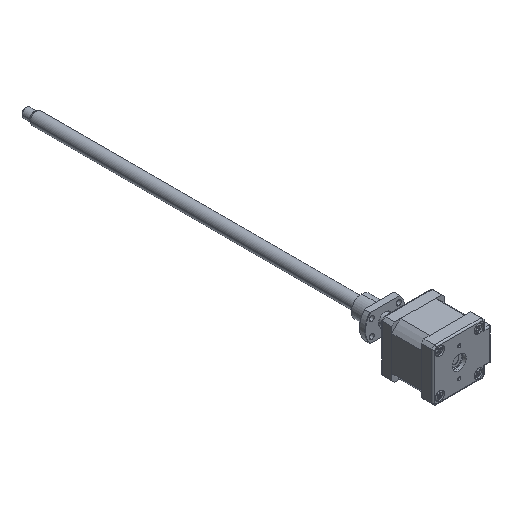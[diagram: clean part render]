
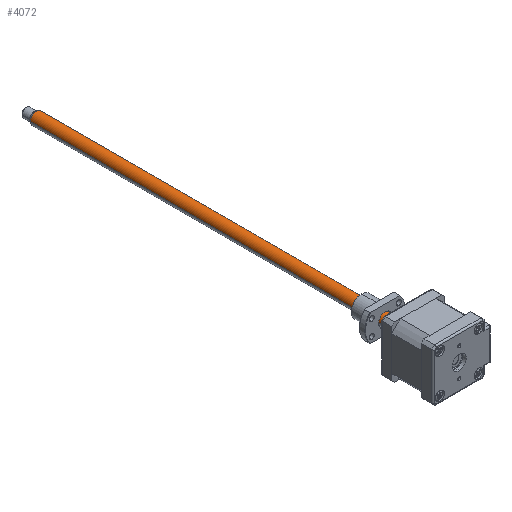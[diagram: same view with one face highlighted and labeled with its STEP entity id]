
A CAD part, isometric view. The second image highlights one B-rep face of the part: STEP entity #4072.
In plain terms, the highlighted cylindrical face has radius 4 mm (diameter 8 mm), a partial arc.
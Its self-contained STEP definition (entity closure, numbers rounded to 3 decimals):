
#227 = DIRECTION ( 'NONE',  ( 0., -1., 0. ) ) ;
#651 = DIRECTION ( 'NONE',  ( -1., 0., 0. ) ) ;
#1163 = ORIENTED_EDGE ( 'NONE', *, *, #2833, .T. ) ;
#1738 = VECTOR ( 'NONE', #3323, 1000. ) ;
#1748 = CARTESIAN_POINT ( 'NONE',  ( -8.709, 264.993, 16.638 ) ) ;
#1993 = DIRECTION ( 'NONE',  ( 0., -1., 0. ) ) ;
#2360 = VERTEX_POINT ( 'NONE', #8500 ) ;
#2741 = VERTEX_POINT ( 'NONE', #7551 ) ;
#2765 = ORIENTED_EDGE ( 'NONE', *, *, #2952, .T. ) ;
#2833 = EDGE_CURVE ( 'NONE', #5845, #2741, #3708, .T. ) ;
#2952 = EDGE_CURVE ( 'NONE', #2360, #5845, #8609, .T. ) ;
#3014 = EDGE_CURVE ( 'NONE', #8184, #2741, #8374, .T. ) ;
#3274 = AXIS2_PLACEMENT_3D ( 'NONE', #6357, #1993, #7116 ) ;
#3323 = DIRECTION ( 'NONE',  ( 0., -1., 0. ) ) ;
#3708 = LINE ( 'NONE', #4063, #1738 ) ;
#3877 = ORIENTED_EDGE ( 'NONE', *, *, #3014, .F. ) ;
#4063 = CARTESIAN_POINT ( 'NONE',  ( -8.709, 265.993, 16.638 ) ) ;
#4072 = ADVANCED_FACE ( 'NONE', ( #9152 ), #8914, .T. ) ;
#4258 = CARTESIAN_POINT ( 'NONE',  ( -4.709, 265.993, 16.638 ) ) ;
#5006 = DIRECTION ( 'NONE',  ( 0., -1., 0. ) ) ;
#5276 = AXIS2_PLACEMENT_3D ( 'NONE', #4258, #7198, #8632 ) ;
#5697 = AXIS2_PLACEMENT_3D ( 'NONE', #9364, #5006, #651 ) ;
#5845 = VERTEX_POINT ( 'NONE', #1748 ) ;
#6201 = LINE ( 'NONE', #6756, #7947 ) ;
#6357 = CARTESIAN_POINT ( 'NONE',  ( -4.709, 264.993, 16.638 ) ) ;
#6756 = CARTESIAN_POINT ( 'NONE',  ( -0.709, 265.993, 16.638 ) ) ;
#6845 = CARTESIAN_POINT ( 'NONE',  ( -0.709, 15.993, 16.638 ) ) ;
#6849 = EDGE_LOOP ( 'NONE', ( #8954, #2765, #1163, #3877 ) ) ;
#7116 = DIRECTION ( 'NONE',  ( 1., 0., 0. ) ) ;
#7198 = DIRECTION ( 'NONE',  ( 0., -1., 0. ) ) ;
#7551 = CARTESIAN_POINT ( 'NONE',  ( -8.709, 15.993, 16.638 ) ) ;
#7947 = VECTOR ( 'NONE', #227, 1000. ) ;
#8184 = VERTEX_POINT ( 'NONE', #6845 ) ;
#8374 = CIRCLE ( 'NONE', #5697, 4. ) ;
#8500 = CARTESIAN_POINT ( 'NONE',  ( -0.709, 264.993, 16.638 ) ) ;
#8609 = CIRCLE ( 'NONE', #3274, 4. ) ;
#8632 = DIRECTION ( 'NONE',  ( -1., 0., 0. ) ) ;
#8914 = CYLINDRICAL_SURFACE ( 'NONE', #5276, 4. ) ;
#8954 = ORIENTED_EDGE ( 'NONE', *, *, #9346, .F. ) ;
#9152 = FACE_OUTER_BOUND ( 'NONE', #6849, .T. ) ;
#9346 = EDGE_CURVE ( 'NONE', #2360, #8184, #6201, .T. ) ;
#9364 = CARTESIAN_POINT ( 'NONE',  ( -4.709, 15.993, 16.638 ) ) ;
